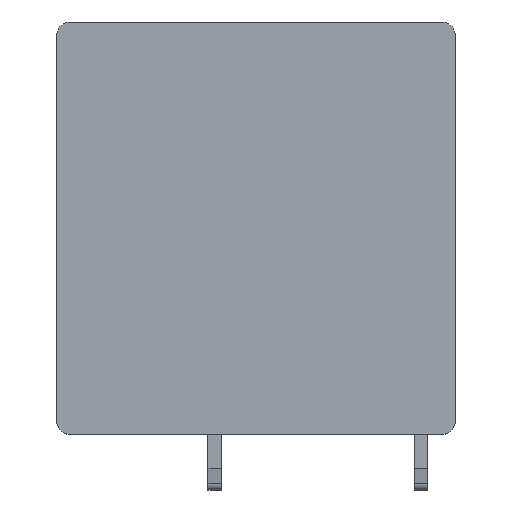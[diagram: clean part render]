
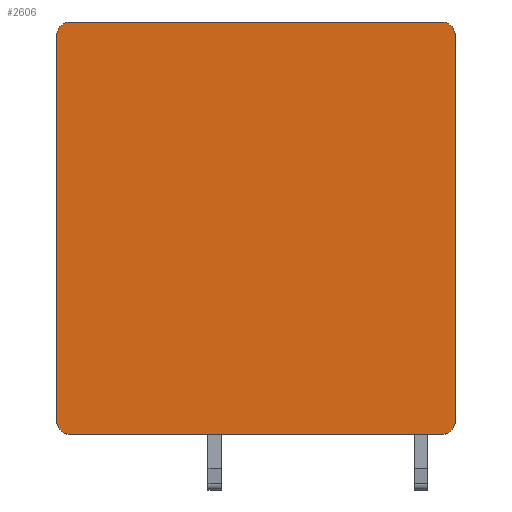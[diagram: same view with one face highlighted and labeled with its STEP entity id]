
A CAD part, top view. The second image highlights one B-rep face of the part: STEP entity #2606.
In plain terms, the highlighted planar face has unit normal (0, 0, 1).
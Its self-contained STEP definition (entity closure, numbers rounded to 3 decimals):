
#959=CARTESIAN_POINT('',(-13.5,14.,5.));
#960=DIRECTION('',(0.,0.,1.));
#961=DIRECTION('',(0.,1.,0.));
#962=AXIS2_PLACEMENT_3D('',#959,#960,#961);
#964=DIRECTION('',(-1.,0.,0.));
#965=VECTOR('',#964,27.);
#966=CARTESIAN_POINT('',(13.5,15.,5.));
#967=LINE('',#966,#965);
#968=CARTESIAN_POINT('',(13.5,14.,5.));
#969=DIRECTION('',(0.,0.,1.));
#970=DIRECTION('',(1.,0.,0.));
#971=AXIS2_PLACEMENT_3D('',#968,#969,#970);
#973=DIRECTION('',(0.,1.,0.));
#974=VECTOR('',#973,28.);
#975=CARTESIAN_POINT('',(14.5,-14.,5.));
#976=LINE('',#975,#974);
#977=CARTESIAN_POINT('',(13.5,-14.,5.));
#978=DIRECTION('',(0.,0.,1.));
#979=DIRECTION('',(0.,-1.,0.));
#980=AXIS2_PLACEMENT_3D('',#977,#978,#979);
#982=DIRECTION('',(1.,0.,0.));
#983=VECTOR('',#982,27.);
#984=CARTESIAN_POINT('',(-13.5,-15.,5.));
#985=LINE('',#984,#983);
#986=CARTESIAN_POINT('',(-13.5,-14.,5.));
#987=DIRECTION('',(0.,0.,1.));
#988=DIRECTION('',(-1.,0.,0.));
#989=AXIS2_PLACEMENT_3D('',#986,#987,#988);
#991=DIRECTION('',(0.,-1.,0.));
#992=VECTOR('',#991,28.);
#993=CARTESIAN_POINT('',(-14.5,14.,5.));
#994=LINE('',#993,#992);
#1244=CARTESIAN_POINT('',(-13.5,15.,5.));
#1245=VERTEX_POINT('',#1244);
#1246=CARTESIAN_POINT('',(-14.5,14.,5.));
#1247=VERTEX_POINT('',#1246);
#1252=CARTESIAN_POINT('',(14.5,14.,5.));
#1253=VERTEX_POINT('',#1252);
#1254=CARTESIAN_POINT('',(13.5,15.,5.));
#1255=VERTEX_POINT('',#1254);
#1260=CARTESIAN_POINT('',(-14.5,-14.,5.));
#1261=VERTEX_POINT('',#1260);
#1262=CARTESIAN_POINT('',(-13.5,-15.,5.));
#1263=VERTEX_POINT('',#1262);
#1268=CARTESIAN_POINT('',(13.5,-15.,5.));
#1269=VERTEX_POINT('',#1268);
#1270=CARTESIAN_POINT('',(14.5,-14.,5.));
#1271=VERTEX_POINT('',#1270);
#2591=CARTESIAN_POINT('',(0.,0.,5.));
#2592=DIRECTION('',(0.,0.,1.));
#2593=DIRECTION('',(1.,0.,0.));
#2594=AXIS2_PLACEMENT_3D('',#2591,#2592,#2593);
#2595=PLANE('',#2594);
#2596=ORIENTED_EDGE('',*,*,#1304,.F.);
#2597=ORIENTED_EDGE('',*,*,#1320,.F.);
#2598=ORIENTED_EDGE('',*,*,#1411,.F.);
#2599=ORIENTED_EDGE('',*,*,#1426,.F.);
#2600=ORIENTED_EDGE('',*,*,#1439,.F.);
#2601=ORIENTED_EDGE('',*,*,#1452,.F.);
#2602=ORIENTED_EDGE('',*,*,#2139,.F.);
#2603=ORIENTED_EDGE('',*,*,#2151,.F.);
#2604=EDGE_LOOP('',(#2596,#2597,#2598,#2599,#2600,#2601,#2602,#2603));
#2605=FACE_OUTER_BOUND('',#2604,.F.);
#963=CIRCLE('',#962,1.);
#972=CIRCLE('',#971,1.);
#981=CIRCLE('',#980,1.);
#990=CIRCLE('',#989,1.);
#1304=EDGE_CURVE('',#1245,#1247,#963,.T.);
#1320=EDGE_CURVE('',#1255,#1245,#967,.T.);
#1411=EDGE_CURVE('',#1253,#1255,#972,.T.);
#1426=EDGE_CURVE('',#1271,#1253,#976,.T.);
#1439=EDGE_CURVE('',#1269,#1271,#981,.T.);
#1452=EDGE_CURVE('',#1263,#1269,#985,.T.);
#2139=EDGE_CURVE('',#1261,#1263,#990,.T.);
#2151=EDGE_CURVE('',#1247,#1261,#994,.T.);
#2606=ADVANCED_FACE('',(#2605),#2595,.T.);
